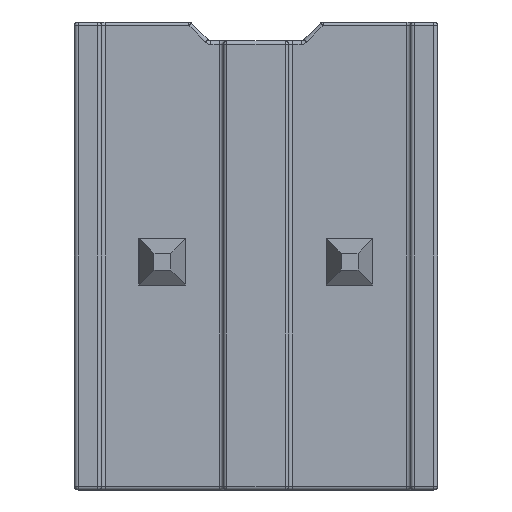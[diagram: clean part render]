
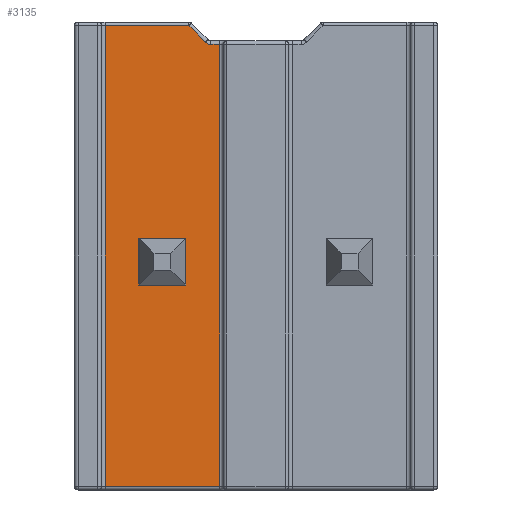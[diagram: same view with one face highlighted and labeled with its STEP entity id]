
A CAD part, front view. The second image highlights one B-rep face of the part: STEP entity #3135.
In plain terms, the highlighted planar face has unit normal (0, -1, 0).
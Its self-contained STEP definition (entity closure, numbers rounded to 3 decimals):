
#2 = CARTESIAN_POINT ( 'NONE',  ( -2.046, -0.953, -3.099 ) ) ;
#96 = ORIENTED_EDGE ( 'NONE', *, *, #2280, .T. ) ;
#307 = FACE_OUTER_BOUND ( 'NONE', #1351, .T. ) ;
#326 = CARTESIAN_POINT ( 'NONE',  ( -0.495, -0.953, 2.947 ) ) ;
#399 = CARTESIAN_POINT ( 'NONE',  ( -1.587, -0.953, 0.318 ) ) ;
#421 = CARTESIAN_POINT ( 'NONE',  ( -0.614, -0.953, 2.947 ) ) ;
#481 = VECTOR ( 'NONE', #6433, 1000. ) ;
#579 = DIRECTION ( 'NONE',  ( 0., 0., -1. ) ) ;
#615 = LINE ( 'NONE', #2, #5570 ) ;
#639 = VERTEX_POINT ( 'NONE', #421 ) ;
#661 = LINE ( 'NONE', #4097, #1767 ) ;
#763 = EDGE_CURVE ( 'NONE', #1932, #3491, #6504, .T. ) ;
#775 = CARTESIAN_POINT ( 'NONE',  ( -0.953, -0.953, 3.251 ) ) ;
#788 = ORIENTED_EDGE ( 'NONE', *, *, #2770, .F. ) ;
#895 = VECTOR ( 'NONE', #4588, 1000. ) ;
#908 = LINE ( 'NONE', #775, #481 ) ;
#939 = EDGE_CURVE ( 'NONE', #1932, #4679, #908, .T. ) ;
#1238 = EDGE_CURVE ( 'NONE', #3407, #4679, #661, .T. ) ;
#1351 = EDGE_LOOP ( 'NONE', ( #5408, #4209, #3375, #1919, #6105, #96, #3729 ) ) ;
#1376 = DIRECTION ( 'NONE',  ( 0., 0., 1. ) ) ;
#1383 = DIRECTION ( 'NONE',  ( 0., 0., 1. ) ) ;
#1411 = CARTESIAN_POINT ( 'NONE',  ( -0.91, -0.953, 3.201 ) ) ;
#1711 = VERTEX_POINT ( 'NONE', #2780 ) ;
#1736 = VERTEX_POINT ( 'NONE', #2309 ) ;
#1767 = VECTOR ( 'NONE', #2126, 1000. ) ;
#1815 = EDGE_CURVE ( 'NONE', #2103, #4250, #615, .T. ) ;
#1820 = CARTESIAN_POINT ( 'NONE',  ( -0.445, -0.953, -3.049 ) ) ;
#1919 = ORIENTED_EDGE ( 'NONE', *, *, #3182, .T. ) ;
#1932 = VERTEX_POINT ( 'NONE', #5276 ) ;
#2103 = VERTEX_POINT ( 'NONE', #4107 ) ;
#2119 = CARTESIAN_POINT ( 'NONE',  ( -0.953, -0.953, 0.318 ) ) ;
#2126 = DIRECTION ( 'NONE',  ( 1., 0., 0. ) ) ;
#2138 = LINE ( 'NONE', #5103, #2472 ) ;
#2208 = ORIENTED_EDGE ( 'NONE', *, *, #763, .F. ) ;
#2211 = DIRECTION ( 'NONE',  ( 0., 1., 0. ) ) ;
#2218 = VECTOR ( 'NONE', #3878, 1000. ) ;
#2243 = PLANE ( 'NONE',  #5273 ) ;
#2280 = EDGE_CURVE ( 'NONE', #1736, #2818, #4169, .T. ) ;
#2309 = CARTESIAN_POINT ( 'NONE',  ( -0.685, -0.953, 2.976 ) ) ;
#2375 = LINE ( 'NONE', #1820, #2482 ) ;
#2472 = VECTOR ( 'NONE', #2599, 1000. ) ;
#2482 = VECTOR ( 'NONE', #6370, 1000. ) ;
#2501 = CARTESIAN_POINT ( 'NONE',  ( -0.445, -0.953, 2.947 ) ) ;
#2564 = VECTOR ( 'NONE', #1376, 1000. ) ;
#2599 = DIRECTION ( 'NONE',  ( -1., 0., 0. ) ) ;
#2627 = VECTOR ( 'NONE', #6378, 1000. ) ;
#2743 = VECTOR ( 'NONE', #5780, 1000. ) ;
#2770 = EDGE_CURVE ( 'NONE', #3491, #3407, #5838, .T. ) ;
#2780 = CARTESIAN_POINT ( 'NONE',  ( -0.495, -0.953, -3.049 ) ) ;
#2818 = VERTEX_POINT ( 'NONE', #1411 ) ;
#2892 = CARTESIAN_POINT ( 'NONE',  ( -0.702, -0.953, 2.994 ) ) ;
#3135 = ADVANCED_FACE ( 'NONE', ( #307, #6361 ), #2243, .F. ) ;
#3182 = EDGE_CURVE ( 'NONE', #5485, #639, #6521, .T. ) ;
#3335 = CARTESIAN_POINT ( 'NONE',  ( -1.587, -0.953, 3.251 ) ) ;
#3363 = EDGE_CURVE ( 'NONE', #2818, #2103, #2138, .T. ) ;
#3370 = ORIENTED_EDGE ( 'NONE', *, *, #939, .T. ) ;
#3375 = ORIENTED_EDGE ( 'NONE', *, *, #6175, .T. ) ;
#3407 = VERTEX_POINT ( 'NONE', #5271 ) ;
#3491 = VERTEX_POINT ( 'NONE', #399 ) ;
#3729 = ORIENTED_EDGE ( 'NONE', *, *, #3363, .T. ) ;
#3878 = DIRECTION ( 'NONE',  ( -1., 0., 0. ) ) ;
#4097 = CARTESIAN_POINT ( 'NONE',  ( -0.445, -0.953, -0.318 ) ) ;
#4107 = CARTESIAN_POINT ( 'NONE',  ( -2.046, -0.953, 3.201 ) ) ;
#4169 = LINE ( 'NONE', #2892, #2627 ) ;
#4209 = ORIENTED_EDGE ( 'NONE', *, *, #4287, .T. ) ;
#4242 = CARTESIAN_POINT ( 'NONE',  ( -0.445, -0.953, 3.251 ) ) ;
#4250 = VERTEX_POINT ( 'NONE', #6278 ) ;
#4287 = EDGE_CURVE ( 'NONE', #4250, #1711, #2375, .T. ) ;
#4369 = EDGE_CURVE ( 'NONE', #1736, #639, #5541, .T. ) ;
#4588 = DIRECTION ( 'NONE',  ( -1., 0., 0. ) ) ;
#4618 = ORIENTED_EDGE ( 'NONE', *, *, #1238, .F. ) ;
#4679 = VERTEX_POINT ( 'NONE', #5003 ) ;
#5003 = CARTESIAN_POINT ( 'NONE',  ( -0.953, -0.953, -0.318 ) ) ;
#5103 = CARTESIAN_POINT ( 'NONE',  ( -2.096, -0.953, 3.201 ) ) ;
#5271 = CARTESIAN_POINT ( 'NONE',  ( -1.587, -0.953, -0.318 ) ) ;
#5273 = AXIS2_PLACEMENT_3D ( 'NONE', #4242, #2211, #5741 ) ;
#5276 = CARTESIAN_POINT ( 'NONE',  ( -0.953, -0.953, 0.318 ) ) ;
#5280 = CARTESIAN_POINT ( 'NONE',  ( -0.495, -0.953, 2.997 ) ) ;
#5408 = ORIENTED_EDGE ( 'NONE', *, *, #1815, .T. ) ;
#5485 = VERTEX_POINT ( 'NONE', #326 ) ;
#5541 = CIRCLE ( 'NONE', #6382, 0.1 ) ;
#5570 = VECTOR ( 'NONE', #579, 1000. ) ;
#5741 = DIRECTION ( 'NONE',  ( 0., 0., 1. ) ) ;
#5780 = DIRECTION ( 'NONE',  ( 0., 0., -1. ) ) ;
#5838 = LINE ( 'NONE', #3335, #2743 ) ;
#5902 = LINE ( 'NONE', #5280, #2564 ) ;
#5907 = DIRECTION ( 'NONE',  ( 0., -1., 0. ) ) ;
#6105 = ORIENTED_EDGE ( 'NONE', *, *, #4369, .F. ) ;
#6175 = EDGE_CURVE ( 'NONE', #1711, #5485, #5902, .T. ) ;
#6278 = CARTESIAN_POINT ( 'NONE',  ( -2.046, -0.953, -3.049 ) ) ;
#6361 = FACE_BOUND ( 'NONE', #6520, .T. ) ;
#6370 = DIRECTION ( 'NONE',  ( 1., 0., 0. ) ) ;
#6378 = DIRECTION ( 'NONE',  ( -0.707, 0., 0.707 ) ) ;
#6382 = AXIS2_PLACEMENT_3D ( 'NONE', #6405, #5907, #1383 ) ;
#6405 = CARTESIAN_POINT ( 'NONE',  ( -0.614, -0.953, 3.047 ) ) ;
#6433 = DIRECTION ( 'NONE',  ( 0., 0., -1. ) ) ;
#6504 = LINE ( 'NONE', #2119, #895 ) ;
#6520 = EDGE_LOOP ( 'NONE', ( #788, #2208, #3370, #4618 ) ) ;
#6521 = LINE ( 'NONE', #2501, #2218 ) ;
